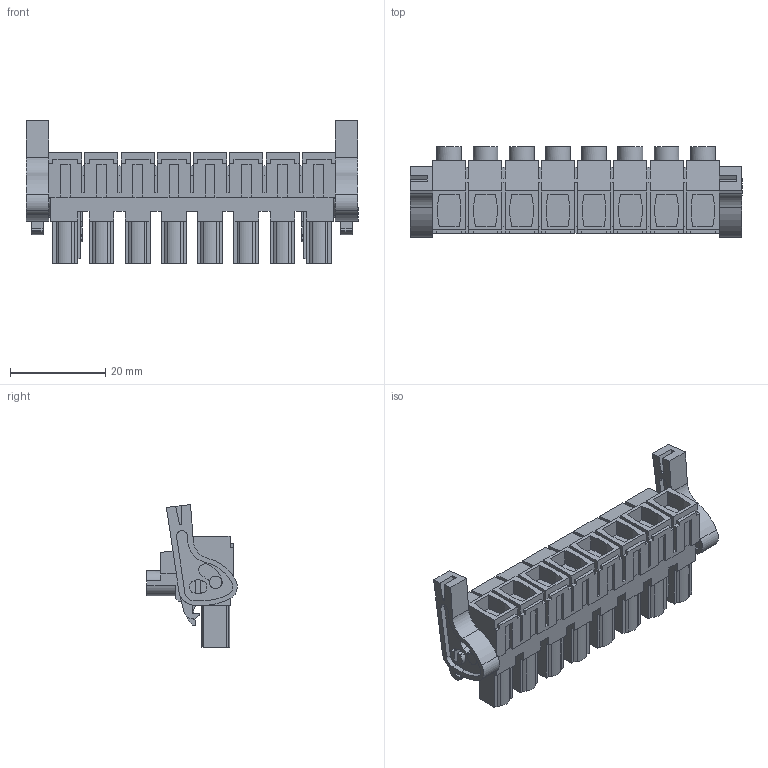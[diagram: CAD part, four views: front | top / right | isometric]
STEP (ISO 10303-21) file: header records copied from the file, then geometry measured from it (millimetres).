
FILE_DESCRIPTION(('CATIA V5 STEP Exchange','CAx-IF Rec.Pracs.--- Model Styling and Organization---1.2---2011-12-15'),'2;1');
FILE_NAME ('D1449566_0', '2017-06-08T09:10:37+00:00', ('none'), ('Weidmueller'), 'CATIA Version 5-6 Release 2014', 'CATIA V5 STEP AP214', 'none');
FILE_SCHEMA(('AUTOMOTIVE_DESIGN { 1 0 10303 214 1 1 1 1 }'));
Length unit declared in the file: millimetre
Products named in the file (1): 1164980000
Bounding box: 69.84 x 19.05 x 30.02 mm (x, y, z)
Volume: 12317.6 mm3; surface area: 10639.1 mm2
Topology: 11 solids, 11 shells, 967 faces, 2785 edges, 1882 vertices
Faces by surface type: plane 739, cylinder 226, extrusion 2
Entity records: 30470 total; most frequent: ORIENTED_EDGE 5570, CARTESIAN_POINT 5408, DIRECTION 4030, EDGE_CURVE 2785, VECTOR 2263, LINE 2261, VERTEX_POINT 1882, AXIS2_PLACEMENT_3D 1139
